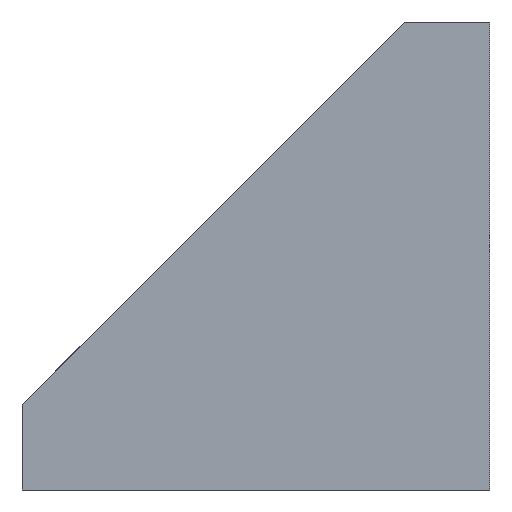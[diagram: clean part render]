
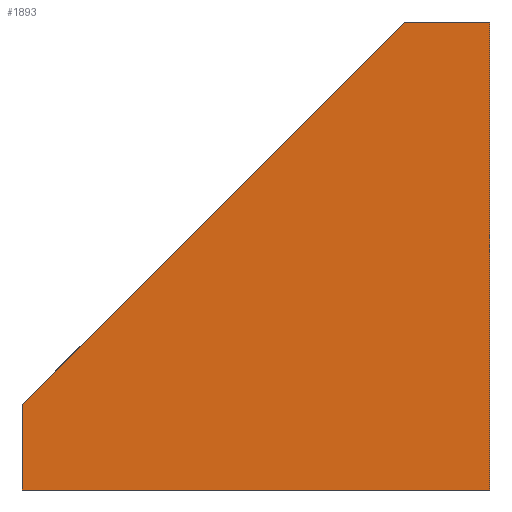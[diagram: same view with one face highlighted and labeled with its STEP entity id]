
A CAD part, left-side view. The second image highlights one B-rep face of the part: STEP entity #1893.
In plain terms, the highlighted planar face has unit normal (-1, 0, 0).
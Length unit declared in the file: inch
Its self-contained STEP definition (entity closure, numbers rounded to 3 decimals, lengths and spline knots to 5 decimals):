
#23 = CARTESIAN_POINT ( 'NONE',  ( -2.625, 1.375, 3.5 ) ) ;
#25 = CARTESIAN_POINT ( 'NONE',  ( -2.625, -1.375, 2.75 ) ) ;
#186 = VERTEX_POINT ( 'NONE', #3315 ) ;
#246 = CARTESIAN_POINT ( 'NONE',  ( -2.625, 1.375, 0.5 ) ) ;
#531 = CARTESIAN_POINT ( 'NONE',  ( -2.625, -1.375, 0. ) ) ;
#627 = DIRECTION ( 'NONE',  ( 0., 0., -1. ) ) ;
#713 = VERTEX_POINT ( 'NONE', #25 ) ;
#727 = EDGE_CURVE ( 'NONE', #713, #1840, #3225, .T. ) ;
#944 = CARTESIAN_POINT ( 'NONE',  ( -2.625, 0., 0. ) ) ;
#1004 = EDGE_CURVE ( 'NONE', #3458, #186, #3404, .T. ) ;
#1149 = VECTOR ( 'NONE', #3917, 39.37008 ) ;
#1194 = DIRECTION ( 'NONE',  ( -1., 0., 0. ) ) ;
#1201 = LINE ( 'NONE', #2178, #2806 ) ;
#1266 = FACE_OUTER_BOUND ( 'NONE', #1668, .T. ) ;
#1344 = CARTESIAN_POINT ( 'NONE',  ( -2.625, -0.875, 2.75 ) ) ;
#1543 = EDGE_CURVE ( 'NONE', #1840, #3951, #2121, .T. ) ;
#1668 = EDGE_LOOP ( 'NONE', ( #3862, #1863, #2041, #1709, #2163 ) ) ;
#1709 = ORIENTED_EDGE ( 'NONE', *, *, #2593, .F. ) ;
#1789 = VECTOR ( 'NONE', #3331, 39.37008 ) ;
#1800 = DIRECTION ( 'NONE',  ( 0., 0., 1. ) ) ;
#1840 = VERTEX_POINT ( 'NONE', #2974 ) ;
#1863 = ORIENTED_EDGE ( 'NONE', *, *, #3382, .T. ) ;
#1893 = ADVANCED_FACE ( 'NONE', ( #1266 ), #3612, .T. ) ;
#2041 = ORIENTED_EDGE ( 'NONE', *, *, #1004, .F. ) ;
#2121 = LINE ( 'NONE', #246, #1149 ) ;
#2163 = ORIENTED_EDGE ( 'NONE', *, *, #727, .T. ) ;
#2178 = CARTESIAN_POINT ( 'NONE',  ( -2.625, -1.375, 3.5 ) ) ;
#2339 = VECTOR ( 'NONE', #3386, 39.37008 ) ;
#2458 = VECTOR ( 'NONE', #2629, 39.37008 ) ;
#2470 = CARTESIAN_POINT ( 'NONE',  ( -2.625, 0., 3.5 ) ) ;
#2593 = EDGE_CURVE ( 'NONE', #713, #3458, #1201, .T. ) ;
#2629 = DIRECTION ( 'NONE',  ( 0., 1., 0. ) ) ;
#2806 = VECTOR ( 'NONE', #627, 39.37008 ) ;
#2945 = CARTESIAN_POINT ( 'NONE',  ( -2.625, 1.375, 0.5 ) ) ;
#2974 = CARTESIAN_POINT ( 'NONE',  ( -2.625, -0.875, 2.75 ) ) ;
#3014 = LINE ( 'NONE', #23, #1789 ) ;
#3225 = LINE ( 'NONE', #1344, #2458 ) ;
#3315 = CARTESIAN_POINT ( 'NONE',  ( -2.625, 1.375, 0. ) ) ;
#3331 = DIRECTION ( 'NONE',  ( 0., 0., -1. ) ) ;
#3340 = AXIS2_PLACEMENT_3D ( 'NONE', #2470, #1194, #1800 ) ;
#3382 = EDGE_CURVE ( 'NONE', #3951, #186, #3014, .T. ) ;
#3386 = DIRECTION ( 'NONE',  ( 0., 1., 0. ) ) ;
#3404 = LINE ( 'NONE', #944, #2339 ) ;
#3458 = VERTEX_POINT ( 'NONE', #531 ) ;
#3612 = PLANE ( 'NONE',  #3340 ) ;
#3862 = ORIENTED_EDGE ( 'NONE', *, *, #1543, .T. ) ;
#3917 = DIRECTION ( 'NONE',  ( 0., 0.707, -0.707 ) ) ;
#3951 = VERTEX_POINT ( 'NONE', #2945 ) ;
